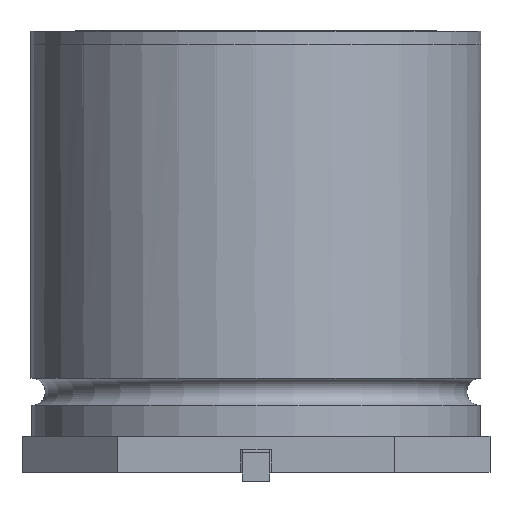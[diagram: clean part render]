
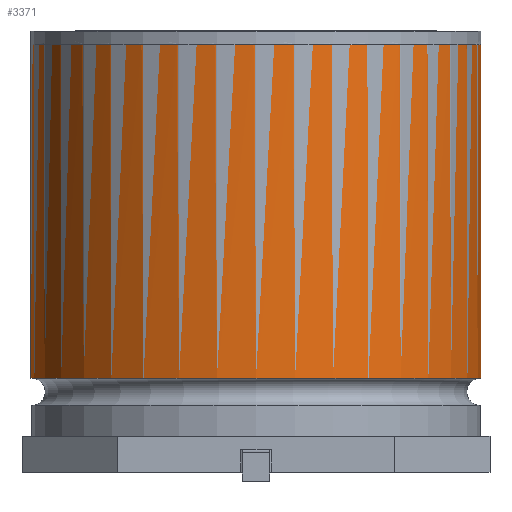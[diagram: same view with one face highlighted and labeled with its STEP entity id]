
A CAD part, front view. The second image highlights one B-rep face of the part: STEP entity #3371.
In plain terms, the highlighted cylindrical face has radius 5 mm (diameter 10 mm), a full revolution.
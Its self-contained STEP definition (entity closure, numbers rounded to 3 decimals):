
#3241 = ( BOUNDED_SURFACE() B_SPLINE_SURFACE(2,13,(
    (#3242,#3243,#3244,#3245,#3246,#3247,#3248,#3249,#3250,#3251,#3252
      ,#3253,#3254,#3255)
    ,(#3256,#3257,#3258,#3259,#3260,#3261,#3262,#3263,#3264,#3265,#3266
      ,#3267,#3268,#3269)
    ,(#3270,#3271,#3272,#3273,#3274,#3275,#3276,#3277,#3278,#3279,#3280
      ,#3281,#3282,#3283
)),.UNSPECIFIED.,.F.,.T.,.F.) B_SPLINE_SURFACE_WITH_KNOTS((3,3),(14,14),
  (0.,31.416),(0.,31.416),
.PIECEWISE_BEZIER_KNOTS.) GEOMETRIC_REPRESENTATION_ITEM() 
RATIONAL_B_SPLINE_SURFACE((
    (1.,1.,1.,1.,1.,1.
      ,1.,1.,1.,1.
      ,1.,1.,1.,1.)
    ,(0.707,0.707,0.707,0.707
      ,0.707,0.707,0.707,0.707
      ,0.707,0.707,0.707,0.707
      ,0.707,0.707)
    ,(1.,1.,1.,1.,1.,1.
      ,1.,1.,1.,1.
,1.,1.,1.,1.))) REPRESENTATION_ITEM('') SURFACE() );
#3242 = CARTESIAN_POINT('',(4.7,0.,10.));
#3243 = CARTESIAN_POINT('',(4.7,2.239,10.));
#3244 = CARTESIAN_POINT('',(3.543,4.529,10.));
#3245 = CARTESIAN_POINT('',(1.162,6.167,10.));
#3246 = CARTESIAN_POINT('',(-2.115,6.418,10.));
#3247 = CARTESIAN_POINT('',(-4.945,4.673,
    10.));
#3248 = CARTESIAN_POINT('',(-7.021,2.125,
    10.));
#3249 = CARTESIAN_POINT('',(-7.021,-2.125,
    10.));
#3250 = CARTESIAN_POINT('',(-4.945,-4.673,
    10.));
#3251 = CARTESIAN_POINT('',(-2.115,-6.418,10.));
#3252 = CARTESIAN_POINT('',(1.162,-6.167,10.));
#3253 = CARTESIAN_POINT('',(3.543,-4.529,10.));
#3254 = CARTESIAN_POINT('',(4.7,-2.239,10.));
#3255 = CARTESIAN_POINT('',(4.7,0.,10.));
#3256 = CARTESIAN_POINT('',(5.,0.,10.));
#3257 = CARTESIAN_POINT('',(5.,2.382,10.));
#3258 = CARTESIAN_POINT('',(3.769,4.818,10.));
#3259 = CARTESIAN_POINT('',(1.236,6.56,10.));
#3260 = CARTESIAN_POINT('',(-2.25,6.828,10.));
#3261 = CARTESIAN_POINT('',(-5.261,4.971,10.));
#3262 = CARTESIAN_POINT('',(-7.47,2.26,10.));
#3263 = CARTESIAN_POINT('',(-7.47,-2.26,10.));
#3264 = CARTESIAN_POINT('',(-5.261,-4.971,10.));
#3265 = CARTESIAN_POINT('',(-2.25,-6.828,10.));
#3266 = CARTESIAN_POINT('',(1.236,-6.56,10.));
#3267 = CARTESIAN_POINT('',(3.769,-4.818,10.));
#3268 = CARTESIAN_POINT('',(5.,-2.382,10.));
#3269 = CARTESIAN_POINT('',(5.,0.,10.));
#3270 = CARTESIAN_POINT('',(5.,0.,9.7));
#3271 = CARTESIAN_POINT('',(5.,2.382,9.7));
#3272 = CARTESIAN_POINT('',(3.769,4.818,9.7));
#3273 = CARTESIAN_POINT('',(1.236,6.56,9.7));
#3274 = CARTESIAN_POINT('',(-2.25,6.828,
    9.7));
#3275 = CARTESIAN_POINT('',(-5.261,4.971,
    9.7));
#3276 = CARTESIAN_POINT('',(-7.47,2.26,
    9.7));
#3277 = CARTESIAN_POINT('',(-7.47,-2.26,
    9.7));
#3278 = CARTESIAN_POINT('',(-5.261,-4.971,
    9.7));
#3279 = CARTESIAN_POINT('',(-2.25,-6.828,9.7));
#3280 = CARTESIAN_POINT('',(1.236,-6.56,9.7));
#3281 = CARTESIAN_POINT('',(3.769,-4.818,9.7));
#3282 = CARTESIAN_POINT('',(5.,-2.382,9.7));
#3283 = CARTESIAN_POINT('',(5.,0.,9.7));
#3296 = VERTEX_POINT('',#3297);
#3297 = CARTESIAN_POINT('',(5.,0.,9.7));
#3318 = EDGE_CURVE('',#3296,#3296,#3319,.T.);
#3319 = SURFACE_CURVE('',#3320,(#3335,#3342),.PCURVE_S1.);
#3320 = ( BOUNDED_CURVE() B_SPLINE_CURVE(13,(#3321,#3322,#3323,#3324,
    #3325,#3326,#3327,#3328,#3329,#3330,#3331,#3332,#3333,#3334),
.UNSPECIFIED.,.T.,.F.) B_SPLINE_CURVE_WITH_KNOTS((14,14),(
0.,31.416),.PIECEWISE_BEZIER_KNOTS.) CURVE() 
GEOMETRIC_REPRESENTATION_ITEM() RATIONAL_B_SPLINE_CURVE((1.,1.,
    1.,1.,1.,1.,
    1.,1.,1.,1.,
1.,1.,1.,1.)) REPRESENTATION_ITEM('') );
#3321 = CARTESIAN_POINT('',(5.,0.,9.7));
#3322 = CARTESIAN_POINT('',(5.,2.382,9.7));
#3323 = CARTESIAN_POINT('',(3.769,4.818,9.7));
#3324 = CARTESIAN_POINT('',(1.236,6.56,9.7));
#3325 = CARTESIAN_POINT('',(-2.25,6.828,
    9.7));
#3326 = CARTESIAN_POINT('',(-5.261,4.971,
    9.7));
#3327 = CARTESIAN_POINT('',(-7.47,2.26,
    9.7));
#3328 = CARTESIAN_POINT('',(-7.47,-2.26,
    9.7));
#3329 = CARTESIAN_POINT('',(-5.261,-4.971,
    9.7));
#3330 = CARTESIAN_POINT('',(-2.25,-6.828,9.7));
#3331 = CARTESIAN_POINT('',(1.236,-6.56,9.7));
#3332 = CARTESIAN_POINT('',(3.769,-4.818,9.7));
#3333 = CARTESIAN_POINT('',(5.,-2.382,9.7));
#3334 = CARTESIAN_POINT('',(5.,0.,9.7));
#3335 = PCURVE('',#3241,#3336);
#3336 = DEFINITIONAL_REPRESENTATION('',(#3337),#3341);
#3337 = LINE('',#3338,#3339);
#3338 = CARTESIAN_POINT('',(31.416,0.));
#3339 = VECTOR('',#3340,1.);
#3340 = DIRECTION('',(0.,1.));
#3341 = ( GEOMETRIC_REPRESENTATION_CONTEXT(2) 
PARAMETRIC_REPRESENTATION_CONTEXT() REPRESENTATION_CONTEXT('2D SPACE',''
  ) );
#3342 = PCURVE('',#3343,#3348);
#3343 = CYLINDRICAL_SURFACE('',#3344,5.);
#3344 = AXIS2_PLACEMENT_3D('',#3345,#3346,#3347);
#3345 = CARTESIAN_POINT('',(0.,0.,10.));
#3346 = DIRECTION('',(0.,0.,1.));
#3347 = DIRECTION('',(1.,0.,0.));
#3348 = DEFINITIONAL_REPRESENTATION('',(#3349),#3368);
#3349 = B_SPLINE_CURVE_WITH_KNOTS('',9,(#3350,#3351,#3352,#3353,#3354,
    #3355,#3356,#3357,#3358,#3359,#3360,#3361,#3362,#3363,#3364,#3365,
    #3366,#3367),.UNSPECIFIED.,.F.,.F.,(10,8,10),(0.,
    15.708,31.416),.UNSPECIFIED.);
#3350 = CARTESIAN_POINT('',(0.,-0.3));
#3351 = CARTESIAN_POINT('',(0.344,-0.3));
#3352 = CARTESIAN_POINT('',(0.694,-0.3));
#3353 = CARTESIAN_POINT('',(1.045,-0.3));
#3354 = CARTESIAN_POINT('',(1.396,-0.3));
#3355 = CARTESIAN_POINT('',(1.745,-0.3));
#3356 = CARTESIAN_POINT('',(2.095,-0.3));
#3357 = CARTESIAN_POINT('',(2.443,-0.3));
#3358 = CARTESIAN_POINT('',(2.793,-0.3));
#3359 = CARTESIAN_POINT('',(3.491,-0.3));
#3360 = CARTESIAN_POINT('',(3.84,-0.3));
#3361 = CARTESIAN_POINT('',(4.189,-0.3));
#3362 = CARTESIAN_POINT('',(4.538,-0.3));
#3363 = CARTESIAN_POINT('',(4.887,-0.3));
#3364 = CARTESIAN_POINT('',(5.238,-0.3));
#3365 = CARTESIAN_POINT('',(5.589,-0.3));
#3366 = CARTESIAN_POINT('',(5.939,-0.3));
#3367 = CARTESIAN_POINT('',(6.283,-0.3));
#3368 = ( GEOMETRIC_REPRESENTATION_CONTEXT(2) 
PARAMETRIC_REPRESENTATION_CONTEXT() REPRESENTATION_CONTEXT('2D SPACE',''
  ) );
#3371 = ADVANCED_FACE('',(#3372),#3343,.T.);
#3372 = FACE_BOUND('',#3373,.T.);
#3373 = EDGE_LOOP('',(#3374,#3397,#3424,#3425));
#3374 = ORIENTED_EDGE('',*,*,#3375,.F.);
#3375 = EDGE_CURVE('',#3376,#3296,#3378,.T.);
#3376 = VERTEX_POINT('',#3377);
#3377 = CARTESIAN_POINT('',(5.,0.,2.286));
#3378 = SEAM_CURVE('',#3379,(#3383,#3390),.PCURVE_S1.);
#3379 = LINE('',#3380,#3381);
#3380 = CARTESIAN_POINT('',(5.,0.,10.));
#3381 = VECTOR('',#3382,1.);
#3382 = DIRECTION('',(0.,0.,1.));
#3383 = PCURVE('',#3343,#3384);
#3384 = DEFINITIONAL_REPRESENTATION('',(#3385),#3389);
#3385 = LINE('',#3386,#3387);
#3386 = CARTESIAN_POINT('',(0.,0.));
#3387 = VECTOR('',#3388,1.);
#3388 = DIRECTION('',(0.,1.));
#3389 = ( GEOMETRIC_REPRESENTATION_CONTEXT(2) 
PARAMETRIC_REPRESENTATION_CONTEXT() REPRESENTATION_CONTEXT('2D SPACE',''
  ) );
#3390 = PCURVE('',#3343,#3391);
#3391 = DEFINITIONAL_REPRESENTATION('',(#3392),#3396);
#3392 = LINE('',#3393,#3394);
#3393 = CARTESIAN_POINT('',(6.283,0.));
#3394 = VECTOR('',#3395,1.);
#3395 = DIRECTION('',(0.,1.));
#3396 = ( GEOMETRIC_REPRESENTATION_CONTEXT(2) 
PARAMETRIC_REPRESENTATION_CONTEXT() REPRESENTATION_CONTEXT('2D SPACE',''
  ) );
#3397 = ORIENTED_EDGE('',*,*,#3398,.T.);
#3398 = EDGE_CURVE('',#3376,#3376,#3399,.T.);
#3399 = SURFACE_CURVE('',#3400,(#3405,#3412),.PCURVE_S1.);
#3400 = CIRCLE('',#3401,5.);
#3401 = AXIS2_PLACEMENT_3D('',#3402,#3403,#3404);
#3402 = CARTESIAN_POINT('',(0.,0.,2.286));
#3403 = DIRECTION('',(0.,-0.,1.));
#3404 = DIRECTION('',(1.,0.,0.));
#3405 = PCURVE('',#3343,#3406);
#3406 = DEFINITIONAL_REPRESENTATION('',(#3407),#3411);
#3407 = LINE('',#3408,#3409);
#3408 = CARTESIAN_POINT('',(0.,-7.714));
#3409 = VECTOR('',#3410,1.);
#3410 = DIRECTION('',(1.,0.));
#3411 = ( GEOMETRIC_REPRESENTATION_CONTEXT(2) 
PARAMETRIC_REPRESENTATION_CONTEXT() REPRESENTATION_CONTEXT('2D SPACE',''
  ) );
#3412 = PCURVE('',#3413,#3418);
#3413 = TOROIDAL_SURFACE('',#3414,4.983,0.3);
#3414 = AXIS2_PLACEMENT_3D('',#3415,#3416,#3417);
#3415 = CARTESIAN_POINT('',(0.,0.,1.986));
#3416 = DIRECTION('',(0.,0.,1.));
#3417 = DIRECTION('',(1.,0.,0.));
#3418 = DEFINITIONAL_REPRESENTATION('',(#3419),#3423);
#3419 = LINE('',#3420,#3421);
#3420 = CARTESIAN_POINT('',(0.,1.513));
#3421 = VECTOR('',#3422,1.);
#3422 = DIRECTION('',(1.,0.));
#3423 = ( GEOMETRIC_REPRESENTATION_CONTEXT(2) 
PARAMETRIC_REPRESENTATION_CONTEXT() REPRESENTATION_CONTEXT('2D SPACE',''
  ) );
#3424 = ORIENTED_EDGE('',*,*,#3375,.T.);
#3425 = ORIENTED_EDGE('',*,*,#3318,.F.);
